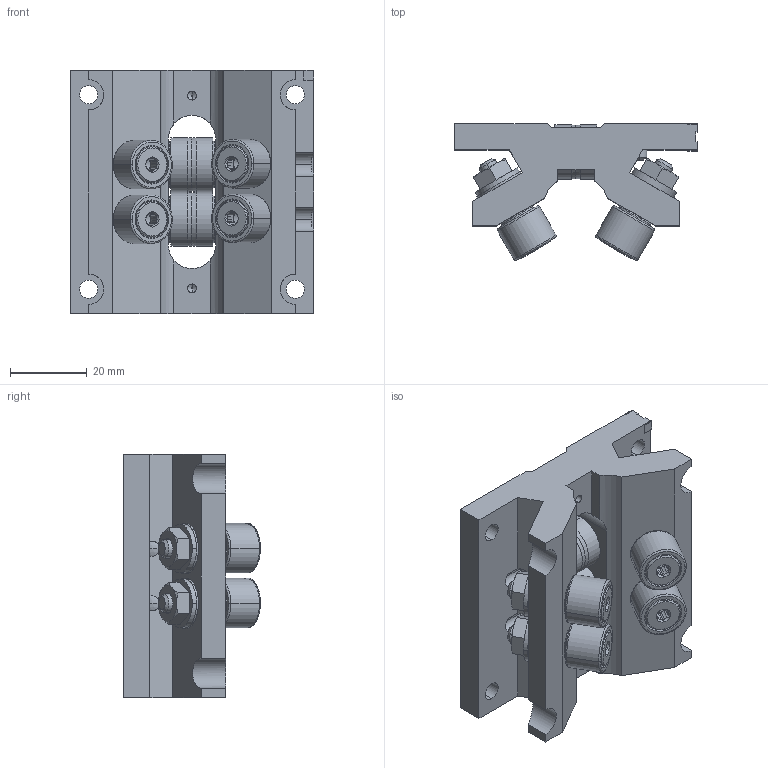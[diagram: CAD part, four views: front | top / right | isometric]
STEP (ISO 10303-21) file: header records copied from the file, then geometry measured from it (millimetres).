
FILE_DESCRIPTION (( 'STEP AP203' ), '1' );
FILE_NAME ('RollerBearing_09AE99CD51.step', '2022-11-08T20:17:35', ( '' ), ( '' ), 'SwSTEP 2.0', 'SolidWorks 2019', '' );
FILE_SCHEMA (( 'CONFIG_CONTROL_DESIGN' ));
Length unit declared in the file: inch
Products named in the file (3): RollerBearing_09AE99CD51; kLwIjEzBzk_CADModel_0
Assembly tree (1 placements, depth 2):
  RollerBearing_09AE99CD51
    kLwIjEzBzk_CADModel_0
  kLwIjEzBzk_CADModel_0
Bounding box: 63.5 x 35.69 x 63.5 mm (x, y, z)
Volume: 64536.9 mm3; surface area: 28214.2 mm2
Topology: 21 solids, 21 shells, 586 faces, 1405 edges, 880 vertices
Faces by surface type: plane 241, cylinder 181, cone 132, bspline 16, torus 8, sphere 8
Entity records: 18405 total; most frequent: CARTESIAN_POINT 4388, DIRECTION 2977, ORIENTED_EDGE 2778, EDGE_CURVE 1389, AXIS2_PLACEMENT_3D 1161, VERTEX_POINT 880, EDGE_LOOP 675, VECTOR 655
